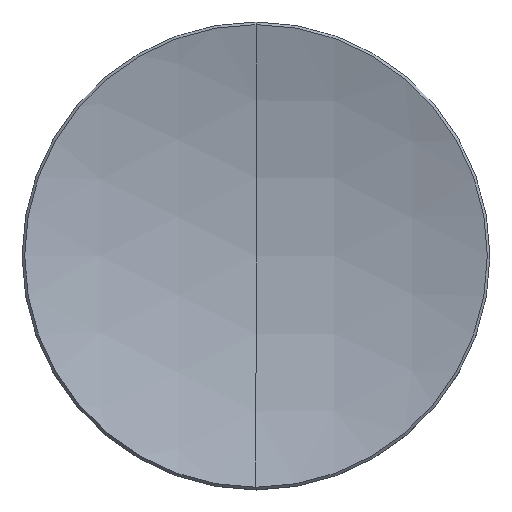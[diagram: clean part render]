
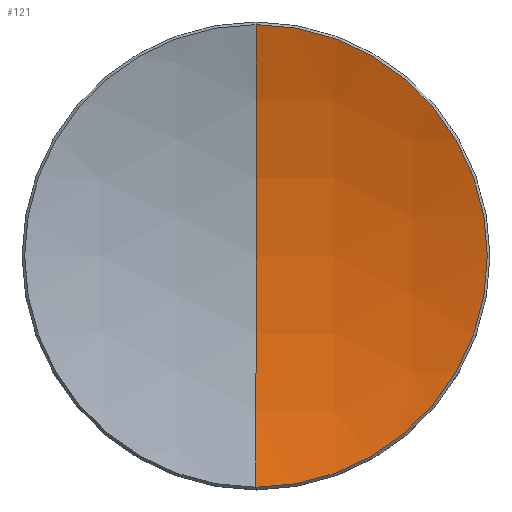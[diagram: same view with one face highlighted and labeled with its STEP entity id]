
A CAD part, top view. The second image highlights one B-rep face of the part: STEP entity #121.
In plain terms, the highlighted spherical face has radius 41.441 mm.
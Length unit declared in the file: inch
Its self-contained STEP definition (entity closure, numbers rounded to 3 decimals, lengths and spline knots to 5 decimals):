
#12 = CIRCLE ( 'NONE', #300, 0.49443 ) ;
#17 = EDGE_CURVE ( 'NONE', #68, #220, #185, .T. ) ;
#32 = EDGE_CURVE ( 'NONE', #68, #111, #67, .T. ) ;
#41 = AXIS2_PLACEMENT_3D ( 'NONE', #257, #291, #81 ) ;
#54 = AXIS2_PLACEMENT_3D ( 'NONE', #159, #237, #236 ) ;
#66 = DIRECTION ( 'NONE',  ( 0., 0., -1. ) ) ;
#67 = CIRCLE ( 'NONE', #211, 1.63154 ) ;
#68 = VERTEX_POINT ( 'NONE', #226 ) ;
#69 = SPHERICAL_SURFACE ( 'NONE', #41, 1.63154 ) ;
#72 = CARTESIAN_POINT ( 'NONE',  ( 0., 0.49443, 0.11621 ) ) ;
#81 = DIRECTION ( 'NONE',  ( 0., 1., 0. ) ) ;
#104 = EDGE_CURVE ( 'NONE', #220, #111, #12, .T. ) ;
#111 = VERTEX_POINT ( 'NONE', #72 ) ;
#121 = ADVANCED_FACE ( 'NONE', ( #127 ), #69, .F. ) ;
#127 = FACE_OUTER_BOUND ( 'NONE', #240, .T. ) ;
#132 = ORIENTED_EDGE ( 'NONE', *, *, #104, .T. ) ;
#159 = CARTESIAN_POINT ( 'NONE',  ( 0., 0., 1.67102 ) ) ;
#170 = DIRECTION ( 'NONE',  ( 1., 0., 0. ) ) ;
#181 = ORIENTED_EDGE ( 'NONE', *, *, #32, .F. ) ;
#185 = CIRCLE ( 'NONE', #54, 1.63154 ) ;
#193 = CARTESIAN_POINT ( 'NONE',  ( 0., -0.49443, 0.11621 ) ) ;
#211 = AXIS2_PLACEMENT_3D ( 'NONE', #260, #170, #66 ) ;
#220 = VERTEX_POINT ( 'NONE', #193 ) ;
#226 = CARTESIAN_POINT ( 'NONE',  ( 0., 0., 0.03949 ) ) ;
#236 = DIRECTION ( 'NONE',  ( 0., -1., 0. ) ) ;
#237 = DIRECTION ( 'NONE',  ( -1., 0., 0. ) ) ;
#240 = EDGE_LOOP ( 'NONE', ( #181, #276, #132 ) ) ;
#243 = CARTESIAN_POINT ( 'NONE',  ( 0., 0., 0.11621 ) ) ;
#257 = CARTESIAN_POINT ( 'NONE',  ( 0., 0., 1.67102 ) ) ;
#260 = CARTESIAN_POINT ( 'NONE',  ( 0., 0., 1.67102 ) ) ;
#262 = DIRECTION ( 'NONE',  ( 0., -1., 0. ) ) ;
#276 = ORIENTED_EDGE ( 'NONE', *, *, #17, .T. ) ;
#290 = DIRECTION ( 'NONE',  ( 0., 0., 1. ) ) ;
#291 = DIRECTION ( 'NONE',  ( -1., 0., 0. ) ) ;
#300 = AXIS2_PLACEMENT_3D ( 'NONE', #243, #290, #262 ) ;
